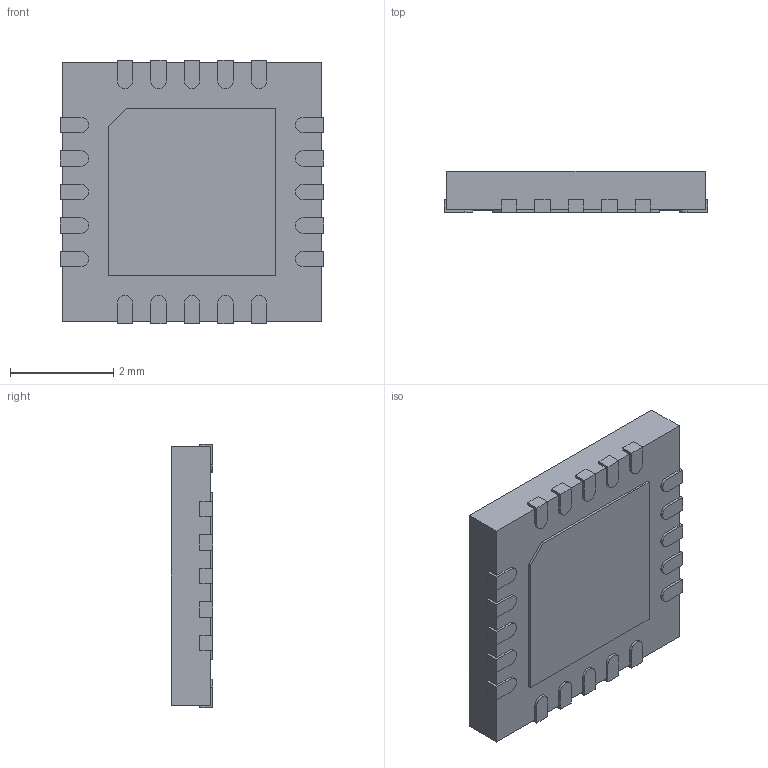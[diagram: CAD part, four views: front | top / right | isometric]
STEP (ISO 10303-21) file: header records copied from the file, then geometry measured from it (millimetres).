
FILE_DESCRIPTION (( 'STEP AP214' ), '1' );
FILE_NAME ( 'QFN20P65_5X5X80L55X30T325N.STEP', '2017-07-01T23:59:19', ( '' ), ( '' ), 'Part was generated with the free Library Expert Lite available at www.PCBLibraries.com. Removing line will violate the End User License Agreement.', '©2017 PCB Libraries, Inc.', '' );
FILE_SCHEMA (( 'AUTOMOTIVE_DESIGN' ));
Length unit declared in the file: millimetre
Products named in the file (1): QFN20P65_5X5X80L55X30T325N
Bounding box: 5.1 x 0.8 x 5.1 mm (x, y, z)
Volume: 19.5 mm3; surface area: 102.4 mm2
Topology: 22 solids, 22 shells, 202 faces, 468 edges, 312 vertices
Faces by surface type: plane 160, cylinder 40, torus 2
Entity records: 6500 total; most frequent: CARTESIAN_POINT 983, DIRECTION 960, ORIENTED_EDGE 936, EDGE_CURVE 468, VECTOR 382, LINE 382, VERTEX_POINT 312, AXIS2_PLACEMENT_3D 289
